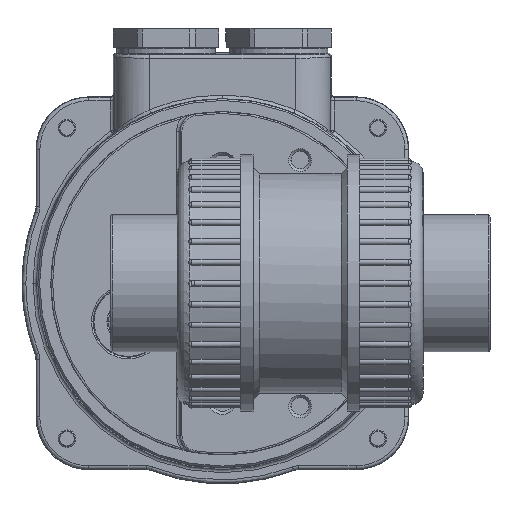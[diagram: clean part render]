
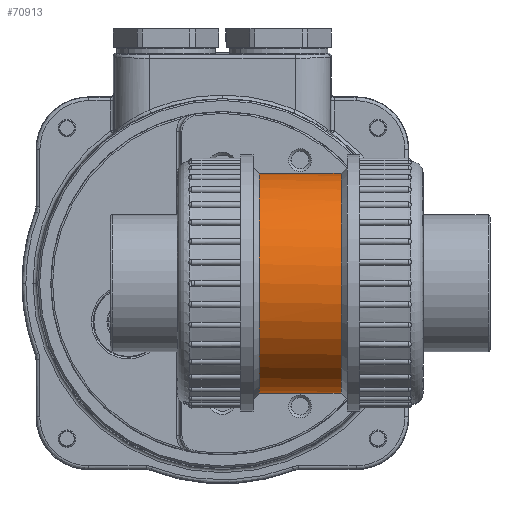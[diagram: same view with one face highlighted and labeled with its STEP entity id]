
A CAD part, front view. The second image highlights one B-rep face of the part: STEP entity #70913.
In plain terms, the highlighted cylindrical face has radius 31.25 mm (diameter 62.5 mm), a partial arc.
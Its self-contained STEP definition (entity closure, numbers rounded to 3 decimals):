
#2216 = DIRECTION ( 'NONE',  ( 0., 0., -1. ) ) ;
#3801 = DIRECTION ( 'NONE',  ( 1., 0., 0. ) ) ;
#4877 = CARTESIAN_POINT ( 'NONE',  ( 38.701, 79.097, 99.569 ) ) ;
#5470 = CARTESIAN_POINT ( 'NONE',  ( 47.326, 79.686, 98.241 ) ) ;
#5767 = CARTESIAN_POINT ( 'NONE',  ( 50.172, 80.437, 96.237 ) ) ;
#5822 = DIRECTION ( 'NONE',  ( -1., 0., 0. ) ) ;
#6061 = CARTESIAN_POINT ( 'NONE',  ( 30.574, 80.894, 94.762 ) ) ;
#6768 = EDGE_CURVE ( 'NONE', #77570, #47888, #83233, .T. ) ;
#8008 = CIRCLE ( 'NONE', #19399, 31.25 ) ;
#10112 = EDGE_CURVE ( 'NONE', #83899, #80111, #68679, .T. ) ;
#16964 = EDGE_CURVE ( 'NONE', #83899, #56712, #8008, .T. ) ;
#18293 = CARTESIAN_POINT ( 'NONE',  ( 48.335, 79.922, 97.657 ) ) ;
#19399 = AXIS2_PLACEMENT_3D ( 'NONE', #22473, #69885, #23052 ) ;
#19480 = CARTESIAN_POINT ( 'NONE',  ( 38.111, 79.153, 99.45 ) ) ;
#20369 = ORIENTED_EDGE ( 'NONE', *, *, #10112, .F. ) ;
#22473 = CARTESIAN_POINT ( 'NONE',  ( 29.418, 50.821, 86.265 ) ) ;
#22802 = DIRECTION ( 'NONE',  ( -1., 0., 0. ) ) ;
#23052 = DIRECTION ( 'NONE',  ( 0., 0., -1. ) ) ;
#24566 = CARTESIAN_POINT ( 'NONE',  ( 29.418, 81.317, 93.086 ) ) ;
#25443 = CARTESIAN_POINT ( 'NONE',  ( 39.879, 79.023, 99.725 ) ) ;
#25744 = CARTESIAN_POINT ( 'NONE',  ( 30.762, 80.829, 94.988 ) ) ;
#26034 = CARTESIAN_POINT ( 'NONE',  ( 31.963, 80.436, 96.249 ) ) ;
#26337 = CARTESIAN_POINT ( 'NONE',  ( 40.469, 79.004, 99.764 ) ) ;
#31974 = CARTESIAN_POINT ( 'NONE',  ( 33.323, 80.048, 97.326 ) ) ;
#32269 = CARTESIAN_POINT ( 'NONE',  ( 45.708, 79.379, 98.956 ) ) ;
#33140 = CARTESIAN_POINT ( 'NONE',  ( 49.508, 80.24, 96.805 ) ) ;
#35212 = CARTESIAN_POINT ( 'NONE',  ( 29.418, 50.821, 55.015 ) ) ;
#35549 = DIRECTION ( 'NONE',  ( 1., 0., 0. ) ) ;
#36447 = CARTESIAN_POINT ( 'NONE',  ( 52.718, 50.821, 55.015 ) ) ;
#37794 = CIRCLE ( 'NONE', #50054, 31.25 ) ;
#39048 = CARTESIAN_POINT ( 'NONE',  ( 46.796, 79.575, 98.504 ) ) ;
#39334 = CARTESIAN_POINT ( 'NONE',  ( 33.808, 79.923, 97.65 ) ) ;
#39934 = CARTESIAN_POINT ( 'NONE',  ( 52.718, 81.317, 93.086 ) ) ;
#45544 = CARTESIAN_POINT ( 'NONE',  ( 33.088, 80.112, 97.157 ) ) ;
#45851 = CARTESIAN_POINT ( 'NONE',  ( 52.127, 81.091, 94.096 ) ) ;
#45948 = EDGE_LOOP ( 'NONE', ( #20369, #60635, #71875, #63757, #87083 ) ) ;
#46139 = CARTESIAN_POINT ( 'NONE',  ( 43.432, 79.097, 99.569 ) ) ;
#46436 = CARTESIAN_POINT ( 'NONE',  ( 31.148, 80.699, 95.425 ) ) ;
#47353 = DIRECTION ( 'NONE',  ( 0., 0., -1. ) ) ;
#47888 = VERTEX_POINT ( 'NONE', #35212 ) ;
#50054 = AXIS2_PLACEMENT_3D ( 'NONE', #70211, #35549, #2216 ) ;
#51457 = CARTESIAN_POINT ( 'NONE',  ( 52.718, 50.821, 55.015 ) ) ;
#52973 = CARTESIAN_POINT ( 'NONE',  ( 50.387, 80.504, 96.037 ) ) ;
#53565 = CARTESIAN_POINT ( 'NONE',  ( 49.733, 80.305, 96.621 ) ) ;
#53588 = VECTOR ( 'NONE', #22802, 1000. ) ;
#54580 = CIRCLE ( 'NONE', #56330, 31.25 ) ;
#54965 = CYLINDRICAL_SURFACE ( 'NONE', #80991, 31.25 ) ;
#56330 = AXIS2_PLACEMENT_3D ( 'NONE', #64644, #3801, #77677 ) ;
#56712 = VERTEX_POINT ( 'NONE', #62156 ) ;
#59201 = CARTESIAN_POINT ( 'NONE',  ( 36.402, 79.365, 98.987 ) ) ;
#59486 = CARTESIAN_POINT ( 'NONE',  ( 31.347, 80.633, 95.636 ) ) ;
#59778 = CARTESIAN_POINT ( 'NONE',  ( 51.419, 80.835, 95.009 ) ) ;
#60635 = ORIENTED_EDGE ( 'NONE', *, *, #16964, .T. ) ;
#62156 = CARTESIAN_POINT ( 'NONE',  ( 29.418, 50.821, 117.515 ) ) ;
#63757 = ORIENTED_EDGE ( 'NONE', *, *, #6768, .F. ) ;
#64644 = CARTESIAN_POINT ( 'NONE',  ( 52.718, 50.821, 86.265 ) ) ;
#65994 = CARTESIAN_POINT ( 'NONE',  ( 30.038, 81.084, 94.07 ) ) ;
#66592 = CARTESIAN_POINT ( 'NONE',  ( 32.398, 80.304, 96.628 ) ) ;
#66611 = FACE_OUTER_BOUND ( 'NONE', #45948, .T. ) ;
#68445 = EDGE_CURVE ( 'NONE', #80111, #77570, #54580, .T. ) ;
#68679 = B_SPLINE_CURVE_WITH_KNOTS ( 'NONE', 3,
 ( #86166, #79627, #65994, #6061, #25744, #46436, #59486, #26034, #66592, #45544, #31974, #39334, #73116, #87041, #59201, #19480, #4877, #25443, #26337, #73409, #86757, #46139, #72842, #73698, #32269, #39048, #5470, #18293, #86455, #33140, #53565, #5767, #52973, #59778, #45851, #39934 ),
 .UNSPECIFIED., .F., .F.,
 ( 4, 2, 2, 2, 2, 2, 2, 2, 2, 2, 2, 2, 2, 2, 2, 2, 2, 4 ),
 ( 0.029, 0.03, 0.031, 0.032, 0.034, 0.035, 0.036, 0.039, 0.041, 0.043, 0.045, 0.046, 0.048, 0.05, 0.052, 0.052, 0.053, 0.057 ),
 .UNSPECIFIED. ) ;
#69885 = DIRECTION ( 'NONE',  ( 1., 0., 0. ) ) ;
#70211 = CARTESIAN_POINT ( 'NONE',  ( 29.418, 50.821, 86.265 ) ) ;
#70913 = ADVANCED_FACE ( 'NONE', ( #66611 ), #54965, .T. ) ;
#71875 = ORIENTED_EDGE ( 'NONE', *, *, #75003, .T. ) ;
#72842 = CARTESIAN_POINT ( 'NONE',  ( 44.015, 79.152, 99.452 ) ) ;
#73116 = CARTESIAN_POINT ( 'NONE',  ( 34.058, 79.862, 97.805 ) ) ;
#73409 = CARTESIAN_POINT ( 'NONE',  ( 41.652, 79.004, 99.765 ) ) ;
#73698 = CARTESIAN_POINT ( 'NONE',  ( 45.153, 79.293, 99.145 ) ) ;
#75003 = EDGE_CURVE ( 'NONE', #56712, #47888, #37794, .T. ) ;
#77570 = VERTEX_POINT ( 'NONE', #51457 ) ;
#77677 = DIRECTION ( 'NONE',  ( 0., 0., -1. ) ) ;
#79627 = CARTESIAN_POINT ( 'NONE',  ( 29.713, 81.205, 93.588 ) ) ;
#80111 = VERTEX_POINT ( 'NONE', #84475 ) ;
#80281 = CARTESIAN_POINT ( 'NONE',  ( 95.068, 50.821, 86.265 ) ) ;
#80991 = AXIS2_PLACEMENT_3D ( 'NONE', #80281, #5822, #47353 ) ;
#83233 = LINE ( 'NONE', #36447, #53588 ) ;
#83899 = VERTEX_POINT ( 'NONE', #24566 ) ;
#84475 = CARTESIAN_POINT ( 'NONE',  ( 52.718, 81.317, 93.086 ) ) ;
#86166 = CARTESIAN_POINT ( 'NONE',  ( 29.418, 81.317, 93.086 ) ) ;
#86455 = CARTESIAN_POINT ( 'NONE',  ( 48.818, 80.047, 97.334 ) ) ;
#86757 = CARTESIAN_POINT ( 'NONE',  ( 42.245, 79.022, 99.727 ) ) ;
#87041 = CARTESIAN_POINT ( 'NONE',  ( 35.327, 79.566, 98.539 ) ) ;
#87083 = ORIENTED_EDGE ( 'NONE', *, *, #68445, .F. ) ;
